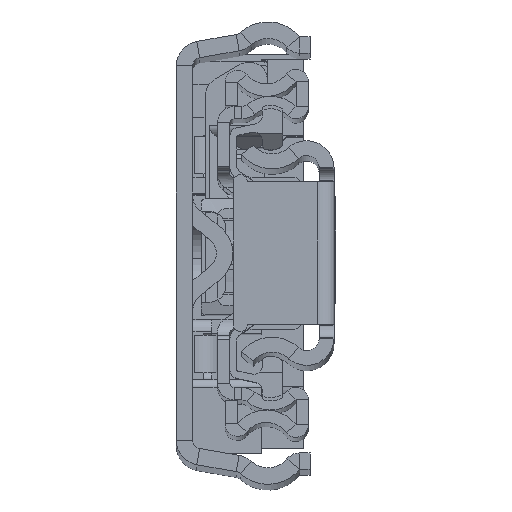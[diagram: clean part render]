
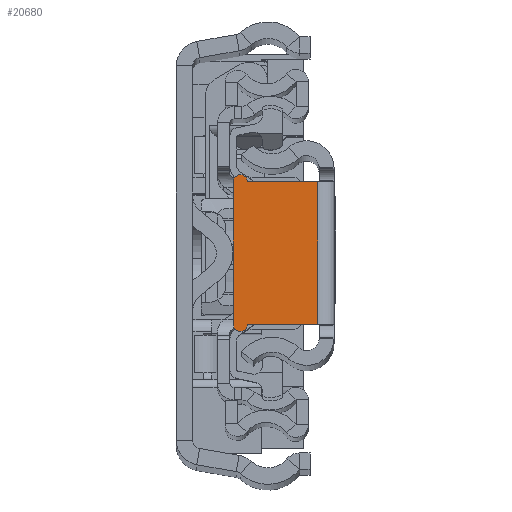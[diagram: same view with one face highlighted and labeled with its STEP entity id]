
A CAD part, top view. The second image highlights one B-rep face of the part: STEP entity #20680.
In plain terms, the highlighted planar face has unit normal (0, 0, 1).
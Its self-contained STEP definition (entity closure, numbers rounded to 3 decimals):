
#506 = VERTEX_POINT ( 'NONE', #37022 ) ;
#726 = LINE ( 'NONE', #32021, #8313 ) ;
#1125 = LINE ( 'NONE', #11254, #7146 ) ;
#2475 = ORIENTED_EDGE ( 'NONE', *, *, #14576, .T. ) ;
#2642 = CARTESIAN_POINT ( 'NONE',  ( -2., -8.65, 0. ) ) ;
#3915 = ORIENTED_EDGE ( 'NONE', *, *, #36276, .F. ) ;
#4205 = LINE ( 'NONE', #18995, #20084 ) ;
#4385 = DIRECTION ( 'NONE',  ( 0., 0., 1. ) ) ;
#6619 = AXIS2_PLACEMENT_3D ( 'NONE', #18351, #4385, #18123 ) ;
#7146 = VECTOR ( 'NONE', #34682, 1000. ) ;
#8003 = ORIENTED_EDGE ( 'NONE', *, *, #26496, .F. ) ;
#8090 = EDGE_CURVE ( 'NONE', #43961, #26187, #24092, .T. ) ;
#8313 = VECTOR ( 'NONE', #42164, 1000. ) ;
#11254 = CARTESIAN_POINT ( 'NONE',  ( -12.2, -8.65, 0. ) ) ;
#11617 = DIRECTION ( 'NONE',  ( 1., 0., 0. ) ) ;
#12197 = VERTEX_POINT ( 'NONE', #14987 ) ;
#14192 = CARTESIAN_POINT ( 'NONE',  ( -12.2, 8.65, 0. ) ) ;
#14576 = EDGE_CURVE ( 'NONE', #43961, #16267, #16679, .T. ) ;
#14772 = PLANE ( 'NONE',  #40066 ) ;
#14777 = DIRECTION ( 'NONE',  ( 0., 1., 0. ) ) ;
#14987 = CARTESIAN_POINT ( 'NONE',  ( -10.5, -8.65, 0. ) ) ;
#15220 = FACE_OUTER_BOUND ( 'NONE', #35959, .T. ) ;
#16249 = EDGE_CURVE ( 'NONE', #506, #12197, #33331, .T. ) ;
#16267 = VERTEX_POINT ( 'NONE', #14192 ) ;
#16679 = CIRCLE ( 'NONE', #6619, 0.85 ) ;
#18123 = DIRECTION ( 'NONE',  ( 1., 0., 0. ) ) ;
#18351 = CARTESIAN_POINT ( 'NONE',  ( -11.35, 8.65, 0. ) ) ;
#18995 = CARTESIAN_POINT ( 'NONE',  ( -2., 0., 0. ) ) ;
#20084 = VECTOR ( 'NONE', #14777, 1000. ) ;
#20680 = ADVANCED_FACE ( 'NONE', ( #15220 ), #14772, .T. ) ;
#21616 = CARTESIAN_POINT ( 'NONE',  ( -10.5, 8.65, 0. ) ) ;
#23199 = CARTESIAN_POINT ( 'NONE',  ( -1.8, 8.65, 0. ) ) ;
#23556 = EDGE_CURVE ( 'NONE', #42632, #26187, #4205, .T. ) ;
#23898 = DIRECTION ( 'NONE',  ( -1., 0., 0. ) ) ;
#24092 = LINE ( 'NONE', #23199, #38284 ) ;
#24343 = CARTESIAN_POINT ( 'NONE',  ( -11.35, -8.65, 0. ) ) ;
#25548 = ORIENTED_EDGE ( 'NONE', *, *, #16249, .T. ) ;
#26187 = VERTEX_POINT ( 'NONE', #43297 ) ;
#26496 = EDGE_CURVE ( 'NONE', #42632, #12197, #1125, .T. ) ;
#26606 = ORIENTED_EDGE ( 'NONE', *, *, #23556, .T. ) ;
#27456 = DIRECTION ( 'NONE',  ( 1., 0., 0. ) ) ;
#31128 = AXIS2_PLACEMENT_3D ( 'NONE', #24343, #34482, #23898 ) ;
#32021 = CARTESIAN_POINT ( 'NONE',  ( -12.2, 8.65, 0. ) ) ;
#33331 = CIRCLE ( 'NONE', #31128, 0.85 ) ;
#34482 = DIRECTION ( 'NONE',  ( 0., 0., 1. ) ) ;
#34682 = DIRECTION ( 'NONE',  ( -1., 0., 0. ) ) ;
#34831 = DIRECTION ( 'NONE',  ( 0., 0., 1. ) ) ;
#35716 = CARTESIAN_POINT ( 'NONE',  ( 0., 0., 0. ) ) ;
#35959 = EDGE_LOOP ( 'NONE', ( #3915, #25548, #8003, #26606, #39969, #2475 ) ) ;
#36276 = EDGE_CURVE ( 'NONE', #506, #16267, #726, .T. ) ;
#37022 = CARTESIAN_POINT ( 'NONE',  ( -12.2, -8.65, 0. ) ) ;
#38284 = VECTOR ( 'NONE', #27456, 1000. ) ;
#39969 = ORIENTED_EDGE ( 'NONE', *, *, #8090, .F. ) ;
#40066 = AXIS2_PLACEMENT_3D ( 'NONE', #35716, #34831, #11617 ) ;
#42164 = DIRECTION ( 'NONE',  ( 0., 1., 0. ) ) ;
#42632 = VERTEX_POINT ( 'NONE', #2642 ) ;
#43297 = CARTESIAN_POINT ( 'NONE',  ( -2., 8.65, 0. ) ) ;
#43961 = VERTEX_POINT ( 'NONE', #21616 ) ;
